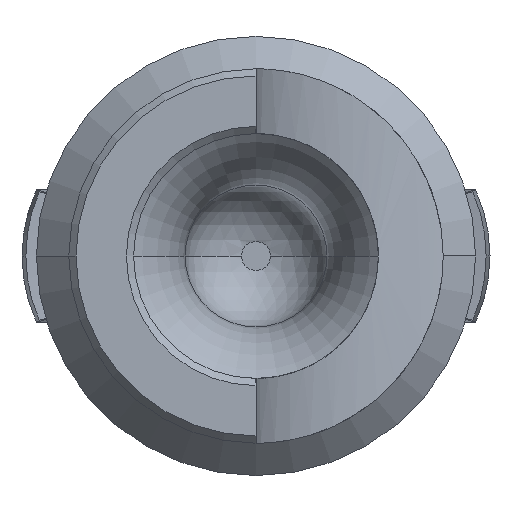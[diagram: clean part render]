
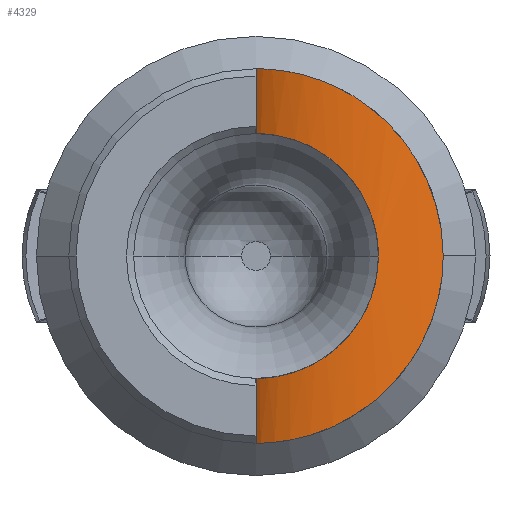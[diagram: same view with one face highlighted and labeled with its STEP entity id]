
A CAD part, front view. The second image highlights one B-rep face of the part: STEP entity #4329.
In plain terms, the highlighted cylindrical face has radius 1.27 mm (diameter 2.54 mm), a partial arc.
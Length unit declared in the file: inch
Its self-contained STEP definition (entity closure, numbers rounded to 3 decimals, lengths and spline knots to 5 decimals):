
#307 = CARTESIAN_POINT ( 'NONE',  ( 0.01797, 0.06937, 0.01949 ) ) ;
#350 = VERTEX_POINT ( 'NONE', #2261 ) ;
#529 = EDGE_CURVE ( 'NONE', #3683, #350, #663, .T. ) ;
#634 = CARTESIAN_POINT ( 'NONE',  ( 0., 0.03504, -0.017 ) ) ;
#653 = CARTESIAN_POINT ( 'NONE',  ( 0., 0.0308, -0.017 ) ) ;
#663 = B_SPLINE_CURVE_WITH_KNOTS ( 'NONE', 3,
 ( #991, #1047, #1585, #783, #751, #765, #715, #693, #5407, #677, #634, #653 ),
 .UNSPECIFIED., .F., .F.,
 ( 4, 2, 2, 2, 2, 4 ),
 ( 0.00128, 0.00144, 0.0016, 0.00192, 0.00223, 0.00255 ),
 .UNSPECIFIED. ) ;
#666 = EDGE_CURVE ( 'NONE', #1241, #1095, #5178, .T. ) ;
#677 = CARTESIAN_POINT ( 'NONE',  ( 0.00055, 0.03927, -0.01702 ) ) ;
#693 = CARTESIAN_POINT ( 'NONE',  ( 0.00424, 0.05138, -0.0166 ) ) ;
#715 = CARTESIAN_POINT ( 'NONE',  ( 0.00825, 0.05861, -0.01502 ) ) ;
#721 = CARTESIAN_POINT ( 'NONE',  ( 0.00096, 0.04201, 0.02605 ) ) ;
#737 = ORIENTED_EDGE ( 'NONE', *, *, #666, .T. ) ;
#747 = CYLINDRICAL_SURFACE ( 'NONE', #4323, 0.05 ) ;
#751 = CARTESIAN_POINT ( 'NONE',  ( 0.01411, 0.06565, -0.00964 ) ) ;
#765 = CARTESIAN_POINT ( 'NONE',  ( 0.01074, 0.06194, -0.01363 ) ) ;
#783 = CARTESIAN_POINT ( 'NONE',  ( 0.01513, 0.06665, -0.008 ) ) ;
#949 = B_SPLINE_CURVE_WITH_KNOTS ( 'NONE', 3,
 ( #3794, #3785, #3696, #3691, #3674, #3670, #3657, #3652, #3640, #3638 ),
 .UNSPECIFIED., .F., .F.,
 ( 4, 2, 2, 2, 4 ),
 ( 0., 0.00042, 0.00084, 0.00127, 0.00169 ),
 .UNSPECIFIED. ) ;
#991 = CARTESIAN_POINT ( 'NONE',  ( 0.017, 0.06836, 0. ) ) ;
#1033 = VECTOR ( 'NONE', #1377, 39.37008 ) ;
#1047 = CARTESIAN_POINT ( 'NONE',  ( 0.017, 0.06836, -0.00214 ) ) ;
#1095 = VERTEX_POINT ( 'NONE', #5468 ) ;
#1124 = CARTESIAN_POINT ( 'NONE',  ( 0., 0.0308, 0.026 ) ) ;
#1230 = CARTESIAN_POINT ( 'NONE',  ( 0.017, 0.06836, 0. ) ) ;
#1237 = LINE ( 'NONE', #1989, #1343 ) ;
#1239 = ORIENTED_EDGE ( 'NONE', *, *, #2074, .T. ) ;
#1241 = VERTEX_POINT ( 'NONE', #5082 ) ;
#1282 = LINE ( 'NONE', #1473, #1033 ) ;
#1343 = VECTOR ( 'NONE', #1959, 39.37008 ) ;
#1364 = ORIENTED_EDGE ( 'NONE', *, *, #3330, .F. ) ;
#1377 = DIRECTION ( 'NONE',  ( 0., 0., 1. ) ) ;
#1473 = CARTESIAN_POINT ( 'NONE',  ( 0., 0.0308, -0.0305 ) ) ;
#1508 = ORIENTED_EDGE ( 'NONE', *, *, #4712, .T. ) ;
#1585 = CARTESIAN_POINT ( 'NONE',  ( 0.01658, 0.068, -0.00425 ) ) ;
#1768 = CARTESIAN_POINT ( 'NONE',  ( 0.026, 0.07466, 0.0056 ) ) ;
#1878 = CARTESIAN_POINT ( 'NONE',  ( 0., 0.0308, 0.017 ) ) ;
#1959 = DIRECTION ( 'NONE',  ( 0., 0., 1. ) ) ;
#1968 = CARTESIAN_POINT ( 'NONE',  ( 0.026, 0.07466, 0. ) ) ;
#1989 = CARTESIAN_POINT ( 'NONE',  ( 0., 0.0308, -0.0305 ) ) ;
#2074 = EDGE_CURVE ( 'NONE', #3157, #1241, #949, .T. ) ;
#2261 = CARTESIAN_POINT ( 'NONE',  ( 0., 0.0308, -0.017 ) ) ;
#2451 = DIRECTION ( 'NONE',  ( 1., 0., 0. ) ) ;
#2459 = CARTESIAN_POINT ( 'NONE',  ( 0., 0.0308, -0.026 ) ) ;
#2535 = DIRECTION ( 'NONE',  ( 0., 0., 1. ) ) ;
#2546 = CARTESIAN_POINT ( 'NONE',  ( 0.05, 0.0308, -0.0305 ) ) ;
#2816 = CARTESIAN_POINT ( 'NONE',  ( 0.00737, 0.05748, 0.0252 ) ) ;
#3157 = VERTEX_POINT ( 'NONE', #2459 ) ;
#3246 = CARTESIAN_POINT ( 'NONE',  ( 0.00461, 0.05249, 0.02565 ) ) ;
#3330 = EDGE_CURVE ( 'NONE', #5132, #1095, #1237, .T. ) ;
#3588 = B_SPLINE_CURVE_WITH_KNOTS ( 'NONE', 3,
 ( #4924, #4614, #4573, #4552, #4535, #4516, #4494, #4473, #4456, #4436, #4415, #4400 ),
 .UNSPECIFIED., .F., .F.,
 ( 4, 2, 2, 2, 2, 4 ),
 ( 0., 0.00032, 0.00064, 0.00096, 0.00112, 0.00128 ),
 .UNSPECIFIED. ) ;
#3595 = EDGE_CURVE ( 'NONE', #3157, #350, #1282, .T. ) ;
#3638 = CARTESIAN_POINT ( 'NONE',  ( 0.026, 0.07466, 0. ) ) ;
#3640 = CARTESIAN_POINT ( 'NONE',  ( 0.026, 0.07466, -0.00561 ) ) ;
#3647 = CARTESIAN_POINT ( 'NONE',  ( 0., 0.03641, 0.026 ) ) ;
#3652 = CARTESIAN_POINT ( 'NONE',  ( 0.02405, 0.0737, -0.01115 ) ) ;
#3657 = CARTESIAN_POINT ( 'NONE',  ( 0.01794, 0.06935, -0.01952 ) ) ;
#3670 = CARTESIAN_POINT ( 'NONE',  ( 0.014, 0.06592, -0.02221 ) ) ;
#3674 = CARTESIAN_POINT ( 'NONE',  ( 0.00735, 0.05745, -0.0252 ) ) ;
#3683 = VERTEX_POINT ( 'NONE', #1230 ) ;
#3691 = CARTESIAN_POINT ( 'NONE',  ( 0.00461, 0.0525, -0.02566 ) ) ;
#3696 = CARTESIAN_POINT ( 'NONE',  ( 0.00092, 0.04189, -0.02605 ) ) ;
#3785 = CARTESIAN_POINT ( 'NONE',  ( 0., 0.03642, -0.026 ) ) ;
#3794 = CARTESIAN_POINT ( 'NONE',  ( 0., 0.0308, -0.026 ) ) ;
#3804 = ORIENTED_EDGE ( 'NONE', *, *, #529, .T. ) ;
#4092 = EDGE_LOOP ( 'NONE', ( #1239, #737, #1364, #1508, #3804, #4792 ) ) ;
#4323 = AXIS2_PLACEMENT_3D ( 'NONE', #2546, #2535, #2451 ) ;
#4329 = ADVANCED_FACE ( 'NONE', ( #5431 ), #747, .F. ) ;
#4400 = CARTESIAN_POINT ( 'NONE',  ( 0.017, 0.06836, 0. ) ) ;
#4415 = CARTESIAN_POINT ( 'NONE',  ( 0.017, 0.06836, 0.00214 ) ) ;
#4436 = CARTESIAN_POINT ( 'NONE',  ( 0.01658, 0.068, 0.00425 ) ) ;
#4456 = CARTESIAN_POINT ( 'NONE',  ( 0.01513, 0.06665, 0.00801 ) ) ;
#4473 = CARTESIAN_POINT ( 'NONE',  ( 0.0141, 0.06564, 0.00965 ) ) ;
#4494 = CARTESIAN_POINT ( 'NONE',  ( 0.01077, 0.06197, 0.0136 ) ) ;
#4516 = CARTESIAN_POINT ( 'NONE',  ( 0.00824, 0.05861, 0.01502 ) ) ;
#4535 = CARTESIAN_POINT ( 'NONE',  ( 0.00423, 0.05134, 0.01661 ) ) ;
#4552 = CARTESIAN_POINT ( 'NONE',  ( 0.00263, 0.04735, 0.01683 ) ) ;
#4573 = CARTESIAN_POINT ( 'NONE',  ( 0.00053, 0.03921, 0.01702 ) ) ;
#4614 = CARTESIAN_POINT ( 'NONE',  ( 0., 0.03505, 0.017 ) ) ;
#4712 = EDGE_CURVE ( 'NONE', #5132, #3683, #3588, .T. ) ;
#4792 = ORIENTED_EDGE ( 'NONE', *, *, #3595, .F. ) ;
#4924 = CARTESIAN_POINT ( 'NONE',  ( 0., 0.0308, 0.017 ) ) ;
#4970 = CARTESIAN_POINT ( 'NONE',  ( 0.02403, 0.07369, 0.01117 ) ) ;
#5082 = CARTESIAN_POINT ( 'NONE',  ( 0.026, 0.07466, 0. ) ) ;
#5132 = VERTEX_POINT ( 'NONE', #1878 ) ;
#5178 = B_SPLINE_CURVE_WITH_KNOTS ( 'NONE', 3,
 ( #1968, #1768, #4970, #307, #5412, #2816, #3246, #721, #3647, #1124 ),
 .UNSPECIFIED., .F., .F.,
 ( 4, 2, 2, 2, 4 ),
 ( 0.00169, 0.00211, 0.00253, 0.00296, 0.00338 ),
 .UNSPECIFIED. ) ;
#5407 = CARTESIAN_POINT ( 'NONE',  ( 0.00265, 0.04739, -0.01683 ) ) ;
#5412 = CARTESIAN_POINT ( 'NONE',  ( 0.014, 0.0659, 0.02221 ) ) ;
#5431 = FACE_OUTER_BOUND ( 'NONE', #4092, .T. ) ;
#5468 = CARTESIAN_POINT ( 'NONE',  ( 0., 0.0308, 0.026 ) ) ;
